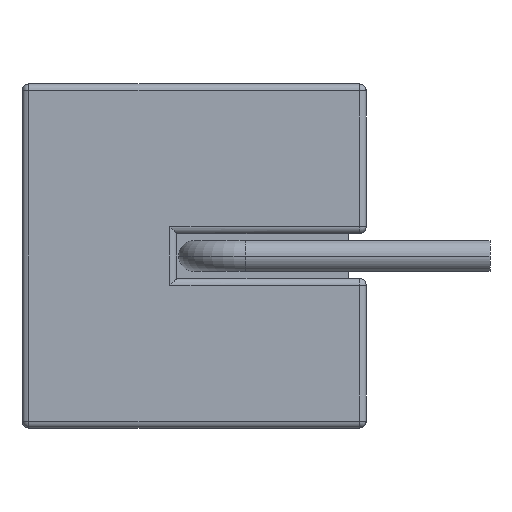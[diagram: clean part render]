
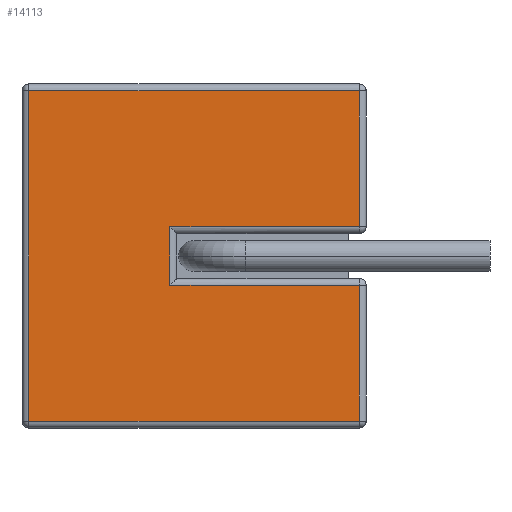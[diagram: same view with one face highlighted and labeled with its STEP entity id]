
A CAD part, left-side view. The second image highlights one B-rep face of the part: STEP entity #14113.
In plain terms, the highlighted planar face has unit normal (-1, 0, 0).
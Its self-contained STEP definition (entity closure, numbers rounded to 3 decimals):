
#703 = CARTESIAN_POINT ( 'NONE',  ( -11., 10., -4.8 ) ) ;
#802 = DIRECTION ( 'NONE',  ( 0., -1., 0. ) ) ;
#997 = EDGE_CURVE ( 'NONE', #19091, #2015, #11229, .T. ) ;
#1641 = LINE ( 'NONE', #6076, #12953 ) ;
#2015 = VERTEX_POINT ( 'NONE', #12492 ) ;
#2100 = CARTESIAN_POINT ( 'NONE',  ( -11., 10., -5. ) ) ;
#2401 = DIRECTION ( 'NONE',  ( 1., 0., 0. ) ) ;
#3284 = CARTESIAN_POINT ( 'NONE',  ( -11., 0.2, -0.85 ) ) ;
#3299 = ORIENTED_EDGE ( 'NONE', *, *, #15477, .T. ) ;
#3470 = CARTESIAN_POINT ( 'NONE',  ( -11., 10., 4.8 ) ) ;
#3572 = FACE_OUTER_BOUND ( 'NONE', #13481, .T. ) ;
#3920 = CARTESIAN_POINT ( 'NONE',  ( -11., 9.8, 4.8 ) ) ;
#4011 = DIRECTION ( 'NONE',  ( 0., 0., 1. ) ) ;
#4171 = VERTEX_POINT ( 'NONE', #11486 ) ;
#4244 = ORIENTED_EDGE ( 'NONE', *, *, #16475, .T. ) ;
#4321 = EDGE_CURVE ( 'NONE', #12298, #19091, #13445, .T. ) ;
#4425 = AXIS2_PLACEMENT_3D ( 'NONE', #2100, #2401, #12672 ) ;
#4633 = DIRECTION ( 'NONE',  ( 0., 1., 0. ) ) ;
#5104 = ORIENTED_EDGE ( 'NONE', *, *, #4321, .T. ) ;
#5383 = LINE ( 'NONE', #8237, #11250 ) ;
#5856 = CARTESIAN_POINT ( 'NONE',  ( -11., 0.2, -5. ) ) ;
#6076 = CARTESIAN_POINT ( 'NONE',  ( -11., 0.2, -5. ) ) ;
#6631 = PLANE ( 'NONE',  #4425 ) ;
#6771 = CARTESIAN_POINT ( 'NONE',  ( -11., 5.7, -5. ) ) ;
#6961 = VECTOR ( 'NONE', #4011, 1000. ) ;
#7478 = VECTOR ( 'NONE', #14947, 1000. ) ;
#7497 = LINE ( 'NONE', #7673, #11526 ) ;
#7673 = CARTESIAN_POINT ( 'NONE',  ( -11., 9.8, -5. ) ) ;
#8143 = DIRECTION ( 'NONE',  ( 0., -1., 0. ) ) ;
#8237 = CARTESIAN_POINT ( 'NONE',  ( -11., 10., 0.85 ) ) ;
#8766 = CARTESIAN_POINT ( 'NONE',  ( -11., 0.2, 4.8 ) ) ;
#9103 = CARTESIAN_POINT ( 'NONE',  ( -11., 0.2, -4.8 ) ) ;
#9225 = CARTESIAN_POINT ( 'NONE',  ( -11., 5.7, -0.85 ) ) ;
#9336 = EDGE_CURVE ( 'NONE', #4171, #16011, #14065, .T. ) ;
#9402 = DIRECTION ( 'NONE',  ( 0., 0., 1. ) ) ;
#10355 = VERTEX_POINT ( 'NONE', #15203 ) ;
#11229 = LINE ( 'NONE', #6771, #6961 ) ;
#11250 = VECTOR ( 'NONE', #8143, 1000. ) ;
#11486 = CARTESIAN_POINT ( 'NONE',  ( -11., 9.8, -4.8 ) ) ;
#11526 = VECTOR ( 'NONE', #13529, 1000. ) ;
#11932 = VERTEX_POINT ( 'NONE', #3920 ) ;
#12066 = VECTOR ( 'NONE', #4633, 1000. ) ;
#12272 = LINE ( 'NONE', #3470, #13458 ) ;
#12298 = VERTEX_POINT ( 'NONE', #3284 ) ;
#12492 = CARTESIAN_POINT ( 'NONE',  ( -11., 5.7, 0.85 ) ) ;
#12537 = ORIENTED_EDGE ( 'NONE', *, *, #9336, .T. ) ;
#12672 = DIRECTION ( 'NONE',  ( 0., 0., -1. ) ) ;
#12953 = VECTOR ( 'NONE', #9402, 1000. ) ;
#13378 = LINE ( 'NONE', #5856, #7478 ) ;
#13409 = ORIENTED_EDGE ( 'NONE', *, *, #15909, .T. ) ;
#13445 = LINE ( 'NONE', #18198, #12066 ) ;
#13458 = VECTOR ( 'NONE', #15425, 1000. ) ;
#13481 = EDGE_LOOP ( 'NONE', ( #18547, #4244, #13409, #3299, #15572, #12537, #18920, #5104 ) ) ;
#13507 = VERTEX_POINT ( 'NONE', #8766 ) ;
#13529 = DIRECTION ( 'NONE',  ( 0., 0., -1. ) ) ;
#14065 = LINE ( 'NONE', #703, #17815 ) ;
#14113 = ADVANCED_FACE ( 'NONE', ( #3572 ), #6631, .F. ) ;
#14443 = EDGE_CURVE ( 'NONE', #16011, #12298, #1641, .T. ) ;
#14947 = DIRECTION ( 'NONE',  ( 0., 0., 1. ) ) ;
#14959 = EDGE_CURVE ( 'NONE', #11932, #4171, #7497, .T. ) ;
#15203 = CARTESIAN_POINT ( 'NONE',  ( -11., 0.2, 0.85 ) ) ;
#15425 = DIRECTION ( 'NONE',  ( 0., 1., 0. ) ) ;
#15477 = EDGE_CURVE ( 'NONE', #13507, #11932, #12272, .T. ) ;
#15572 = ORIENTED_EDGE ( 'NONE', *, *, #14959, .T. ) ;
#15909 = EDGE_CURVE ( 'NONE', #10355, #13507, #13378, .T. ) ;
#16011 = VERTEX_POINT ( 'NONE', #9103 ) ;
#16475 = EDGE_CURVE ( 'NONE', #2015, #10355, #5383, .T. ) ;
#17815 = VECTOR ( 'NONE', #802, 1000. ) ;
#18198 = CARTESIAN_POINT ( 'NONE',  ( -11., 10., -0.85 ) ) ;
#18547 = ORIENTED_EDGE ( 'NONE', *, *, #997, .T. ) ;
#18920 = ORIENTED_EDGE ( 'NONE', *, *, #14443, .T. ) ;
#19091 = VERTEX_POINT ( 'NONE', #9225 ) ;
